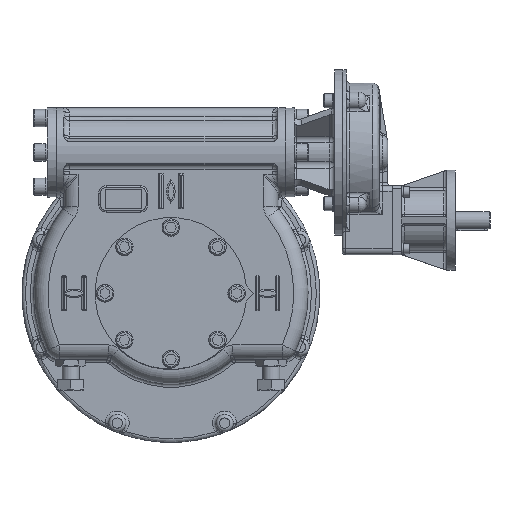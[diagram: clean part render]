
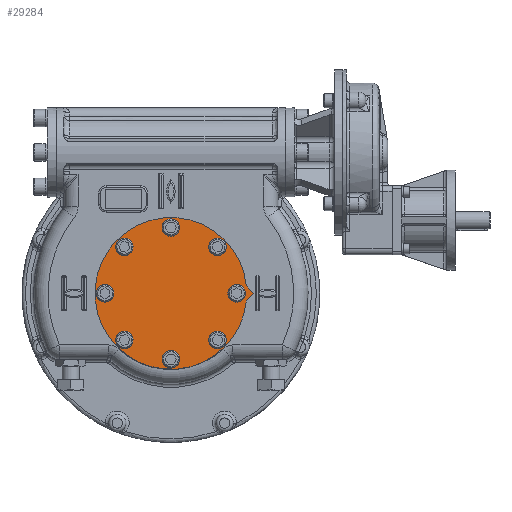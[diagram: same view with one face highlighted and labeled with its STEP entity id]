
A CAD part, top view. The second image highlights one B-rep face of the part: STEP entity #29284.
In plain terms, the highlighted planar face has unit normal (0, 0, 1).
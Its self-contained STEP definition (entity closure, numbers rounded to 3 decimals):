
#2155=CIRCLE('',#33155,132.5);
#2164=CIRCLE('',#33168,10.5);
#2165=CIRCLE('',#33169,10.5);
#2166=CIRCLE('',#33170,10.5);
#2167=CIRCLE('',#33171,10.5);
#2168=CIRCLE('',#33172,10.5);
#2169=CIRCLE('',#33173,10.5);
#2170=CIRCLE('',#33174,10.5);
#2171=CIRCLE('',#33175,10.5);
#4693=LINE('',#66159,#6988);
#4696=LINE('',#66164,#6991);
#6988=VECTOR('',#39828,1000.);
#6991=VECTOR('',#39833,1000.);
#13337=ORIENTED_EDGE('',*,*,#18808,.F.);
#13338=ORIENTED_EDGE('',*,*,#18809,.F.);
#13339=ORIENTED_EDGE('',*,*,#18810,.F.);
#13340=ORIENTED_EDGE('',*,*,#18811,.F.);
#13341=ORIENTED_EDGE('',*,*,#18812,.F.);
#13342=ORIENTED_EDGE('',*,*,#18813,.F.);
#13343=ORIENTED_EDGE('',*,*,#18814,.F.);
#13344=ORIENTED_EDGE('',*,*,#18815,.F.);
#13345=ORIENTED_EDGE('',*,*,#18793,.F.);
#13346=ORIENTED_EDGE('',*,*,#18799,.F.);
#13347=ORIENTED_EDGE('',*,*,#18796,.F.);
#18793=EDGE_CURVE('',#22699,#22700,#2155,.T.);
#18796=EDGE_CURVE('',#22700,#22702,#4693,.T.);
#18799=EDGE_CURVE('',#22702,#22699,#4696,.T.);
#18808=EDGE_CURVE('',#22711,#22711,#2164,.T.);
#18809=EDGE_CURVE('',#22712,#22712,#2165,.T.);
#18810=EDGE_CURVE('',#22713,#22713,#2166,.T.);
#18811=EDGE_CURVE('',#22714,#22714,#2167,.T.);
#18812=EDGE_CURVE('',#22715,#22715,#2168,.T.);
#18813=EDGE_CURVE('',#22716,#22716,#2169,.T.);
#18814=EDGE_CURVE('',#22717,#22717,#2170,.T.);
#18815=EDGE_CURVE('',#22718,#22718,#2171,.T.);
#22699=VERTEX_POINT('',#66152);
#22700=VERTEX_POINT('',#66154);
#22702=VERTEX_POINT('',#66160);
#22711=VERTEX_POINT('',#66184);
#22712=VERTEX_POINT('',#66186);
#22713=VERTEX_POINT('',#66188);
#22714=VERTEX_POINT('',#66190);
#22715=VERTEX_POINT('',#66192);
#22716=VERTEX_POINT('',#66194);
#22717=VERTEX_POINT('',#66196);
#22718=VERTEX_POINT('',#66198);
#25242=EDGE_LOOP('',(#13337));
#25243=EDGE_LOOP('',(#13338));
#25244=EDGE_LOOP('',(#13339));
#25245=EDGE_LOOP('',(#13340));
#25246=EDGE_LOOP('',(#13341));
#25247=EDGE_LOOP('',(#13342));
#25248=EDGE_LOOP('',(#13343));
#25249=EDGE_LOOP('',(#13344));
#25250=EDGE_LOOP('',(#13345,#13346,#13347));
#27062=FACE_BOUND('',#25242,.T.);
#27063=FACE_BOUND('',#25243,.T.);
#27064=FACE_BOUND('',#25244,.T.);
#27065=FACE_BOUND('',#25245,.T.);
#27066=FACE_BOUND('',#25246,.T.);
#27067=FACE_BOUND('',#25247,.T.);
#27068=FACE_BOUND('',#25248,.T.);
#27069=FACE_BOUND('',#25249,.T.);
#27070=FACE_BOUND('',#25250,.T.);
#28086=PLANE('',#33167);
#29284=ADVANCED_FACE('',(#27062,#27063,#27064,#27065,#27066,#27067,#27068,
#27069,#27070),#28086,.F.);
#33155=AXIS2_PLACEMENT_3D('',#66153,#39822,#39823);
#33167=AXIS2_PLACEMENT_3D('',#66182,#39852,#39853);
#33168=AXIS2_PLACEMENT_3D('',#66183,#39854,#39855);
#33169=AXIS2_PLACEMENT_3D('',#66185,#39856,#39857);
#33170=AXIS2_PLACEMENT_3D('',#66187,#39858,#39859);
#33171=AXIS2_PLACEMENT_3D('',#66189,#39860,#39861);
#33172=AXIS2_PLACEMENT_3D('',#66191,#39862,#39863);
#33173=AXIS2_PLACEMENT_3D('',#66193,#39864,#39865);
#33174=AXIS2_PLACEMENT_3D('',#66195,#39866,#39867);
#33175=AXIS2_PLACEMENT_3D('',#66197,#39868,#39869);
#39822=DIRECTION('',(0.,0.,-1.));
#39823=DIRECTION('',(1.,0.,0.));
#39828=DIRECTION('',(0.707,-0.707,0.));
#39833=DIRECTION('',(-0.707,-0.707,0.));
#39852=DIRECTION('',(0.,0.,-1.));
#39853=DIRECTION('',(-1.,0.,0.));
#39854=DIRECTION('',(0.,0.,1.));
#39855=DIRECTION('',(1.,0.,0.));
#39856=DIRECTION('',(0.,0.,1.));
#39857=DIRECTION('',(0.707,-0.707,0.));
#39858=DIRECTION('',(0.,0.,1.));
#39859=DIRECTION('',(0.,-1.,0.));
#39860=DIRECTION('',(0.,0.,1.));
#39861=DIRECTION('',(-0.707,-0.707,0.));
#39862=DIRECTION('',(0.,0.,1.));
#39863=DIRECTION('',(-1.,0.,0.));
#39864=DIRECTION('',(0.,0.,1.));
#39865=DIRECTION('',(-0.707,0.707,0.));
#39866=DIRECTION('',(0.,0.,1.));
#39867=DIRECTION('',(0.,1.,0.));
#39868=DIRECTION('',(0.,0.,1.));
#39869=DIRECTION('',(0.707,0.707,0.));
#66152=CARTESIAN_POINT('',(131.845,-13.155,70.25));
#66153=CARTESIAN_POINT('',(0.,0.,70.25));
#66154=CARTESIAN_POINT('',(131.845,13.155,70.25));
#66159=CARTESIAN_POINT('',(131.845,13.155,70.25));
#66160=CARTESIAN_POINT('',(145.,0.,70.25));
#66164=CARTESIAN_POINT('',(145.,0.,70.25));
#66182=CARTESIAN_POINT('',(0.,0.,70.25));
#66183=CARTESIAN_POINT('',(0.,115.,70.25));
#66184=CARTESIAN_POINT('',(10.5,115.,70.25));
#66185=CARTESIAN_POINT('',(81.317,81.317,70.25));
#66186=CARTESIAN_POINT('',(88.742,73.893,70.25));
#66187=CARTESIAN_POINT('',(115.,0.,70.25));
#66188=CARTESIAN_POINT('',(115.,-10.5,70.25));
#66189=CARTESIAN_POINT('',(81.317,-81.317,70.25));
#66190=CARTESIAN_POINT('',(73.893,-88.742,70.25));
#66191=CARTESIAN_POINT('',(0.,-115.,70.25));
#66192=CARTESIAN_POINT('',(-10.5,-115.,70.25));
#66193=CARTESIAN_POINT('',(-81.317,-81.317,70.25));
#66194=CARTESIAN_POINT('',(-88.742,-73.893,70.25));
#66195=CARTESIAN_POINT('',(-115.,0.,70.25));
#66196=CARTESIAN_POINT('',(-115.,10.5,70.25));
#66197=CARTESIAN_POINT('',(-81.317,81.317,70.25));
#66198=CARTESIAN_POINT('',(-73.893,88.742,70.25));
